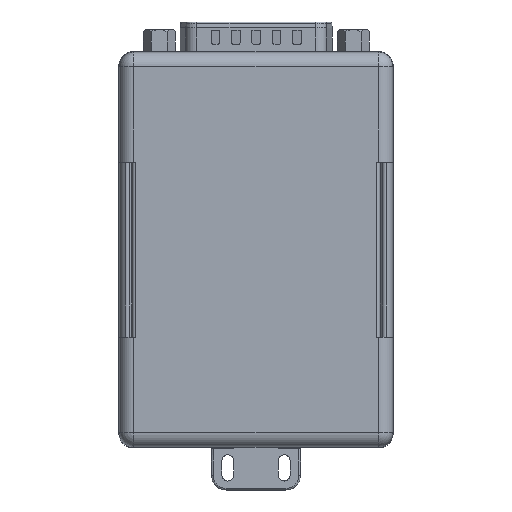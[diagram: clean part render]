
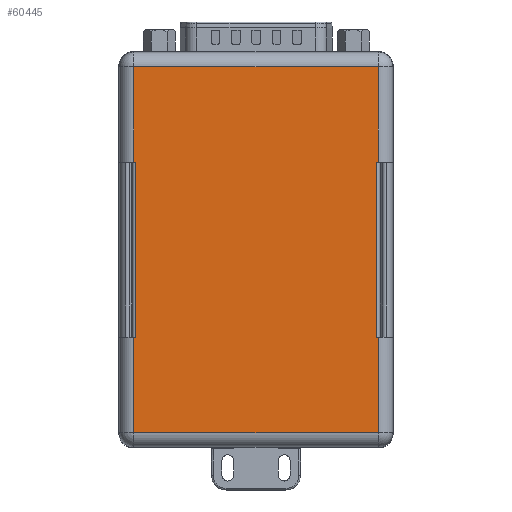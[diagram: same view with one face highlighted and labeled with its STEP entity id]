
A CAD part, front view. The second image highlights one B-rep face of the part: STEP entity #60445.
In plain terms, the highlighted planar face has unit normal (0, -1, 0).
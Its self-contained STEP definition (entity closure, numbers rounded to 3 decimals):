
#99 = VECTOR ( 'NONE', #62562, 1000. ) ;
#266 = LINE ( 'NONE', #15507, #28312 ) ;
#1346 = CARTESIAN_POINT ( 'NONE',  ( 20.954, 0., -31.404 ) ) ;
#1635 = DIRECTION ( 'NONE',  ( 0., -1., 0. ) ) ;
#2304 = DIRECTION ( 'NONE',  ( 0., 0., 1. ) ) ;
#3518 = VERTEX_POINT ( 'NONE', #36953 ) ;
#4600 = ORIENTED_EDGE ( 'NONE', *, *, #45991, .T. ) ;
#5494 = VECTOR ( 'NONE', #45892, 1000. ) ;
#6429 = CARTESIAN_POINT ( 'NONE',  ( -20.954, 0., -33.86 ) ) ;
#6837 = LINE ( 'NONE', #36609, #21803 ) ;
#7305 = VECTOR ( 'NONE', #19977, 1000. ) ;
#7336 = VERTEX_POINT ( 'NONE', #22495 ) ;
#8599 = DIRECTION ( 'NONE',  ( -1., 0., 0. ) ) ;
#8747 = EDGE_CURVE ( 'NONE', #30912, #70276, #66483, .T. ) ;
#10430 = EDGE_CURVE ( 'NONE', #45417, #49407, #44803, .T. ) ;
#11780 = VERTEX_POINT ( 'NONE', #14277 ) ;
#12033 = CARTESIAN_POINT ( 'NONE',  ( 20.75, 0., 15.05 ) ) ;
#12057 = DIRECTION ( 'NONE',  ( 0., 0., -1. ) ) ;
#14277 = CARTESIAN_POINT ( 'NONE',  ( -20.954, 0., -15.05 ) ) ;
#14985 = VERTEX_POINT ( 'NONE', #25782 ) ;
#15507 = CARTESIAN_POINT ( 'NONE',  ( -20.954, 0., -33.86 ) ) ;
#17544 = FACE_OUTER_BOUND ( 'NONE', #63380, .T. ) ;
#18536 = DIRECTION ( 'NONE',  ( 0., 0., 1. ) ) ;
#19179 = ORIENTED_EDGE ( 'NONE', *, *, #68947, .T. ) ;
#19669 = CARTESIAN_POINT ( 'NONE',  ( 20.954, 0., -15.05 ) ) ;
#19977 = DIRECTION ( 'NONE',  ( 1., 0., 0. ) ) ;
#20140 = CARTESIAN_POINT ( 'NONE',  ( 23.55, 0., 15.05 ) ) ;
#20587 = VECTOR ( 'NONE', #18536, 1000. ) ;
#21143 = DIRECTION ( 'NONE',  ( 0., 0., -1. ) ) ;
#21637 = ORIENTED_EDGE ( 'NONE', *, *, #40544, .T. ) ;
#21803 = VECTOR ( 'NONE', #8599, 1000. ) ;
#22094 = VERTEX_POINT ( 'NONE', #27419 ) ;
#22203 = LINE ( 'NONE', #12033, #5494 ) ;
#22362 = LINE ( 'NONE', #57813, #20587 ) ;
#22495 = CARTESIAN_POINT ( 'NONE',  ( -20.954, 0., 15.05 ) ) ;
#22961 = ORIENTED_EDGE ( 'NONE', *, *, #66571, .T. ) ;
#23207 = ORIENTED_EDGE ( 'NONE', *, *, #52164, .T. ) ;
#23423 = VECTOR ( 'NONE', #47852, 1000. ) ;
#23512 = VECTOR ( 'NONE', #2304, 1000. ) ;
#23523 = VECTOR ( 'NONE', #61196, 1000. ) ;
#25376 = CARTESIAN_POINT ( 'NONE',  ( -23.55, 0., 15.05 ) ) ;
#25782 = CARTESIAN_POINT ( 'NONE',  ( -20.954, 0., 31.404 ) ) ;
#27419 = CARTESIAN_POINT ( 'NONE',  ( 20.75, 0., -15.05 ) ) ;
#28312 = VECTOR ( 'NONE', #21143, 1000. ) ;
#28454 = ORIENTED_EDGE ( 'NONE', *, *, #30762, .T. ) ;
#28938 = VECTOR ( 'NONE', #70698, 1000. ) ;
#29602 = PLANE ( 'NONE',  #70014 ) ;
#29926 = CARTESIAN_POINT ( 'NONE',  ( 20.954, 0., 15.05 ) ) ;
#30010 = EDGE_CURVE ( 'NONE', #7336, #45417, #67064, .T. ) ;
#30762 = EDGE_CURVE ( 'NONE', #14985, #7336, #266, .T. ) ;
#30912 = VERTEX_POINT ( 'NONE', #72402 ) ;
#32170 = ORIENTED_EDGE ( 'NONE', *, *, #8747, .T. ) ;
#32723 = EDGE_CURVE ( 'NONE', #48894, #14985, #68305, .T. ) ;
#33027 = DIRECTION ( 'NONE',  ( -1., 0., 0. ) ) ;
#35373 = VERTEX_POINT ( 'NONE', #19669 ) ;
#35930 = CARTESIAN_POINT ( 'NONE',  ( 20.954, 0., 33.86 ) ) ;
#36609 = CARTESIAN_POINT ( 'NONE',  ( 23.55, 0., -15.05 ) ) ;
#36953 = CARTESIAN_POINT ( 'NONE',  ( 20.75, 0., 15.05 ) ) ;
#40544 = EDGE_CURVE ( 'NONE', #22094, #3518, #22203, .T. ) ;
#40842 = DIRECTION ( 'NONE',  ( 0., 0., -1. ) ) ;
#41149 = ORIENTED_EDGE ( 'NONE', *, *, #61093, .T. ) ;
#43044 = VERTEX_POINT ( 'NONE', #29926 ) ;
#44298 = CARTESIAN_POINT ( 'NONE',  ( -23.55, 0., -15.05 ) ) ;
#44803 = LINE ( 'NONE', #68213, #99 ) ;
#45417 = VERTEX_POINT ( 'NONE', #67648 ) ;
#45892 = DIRECTION ( 'NONE',  ( 0., 0., 1. ) ) ;
#45991 = EDGE_CURVE ( 'NONE', #11780, #30912, #68412, .T. ) ;
#47852 = DIRECTION ( 'NONE',  ( 1., 0., 0. ) ) ;
#48252 = CARTESIAN_POINT ( 'NONE',  ( -20.75, 0., -15.05 ) ) ;
#48894 = VERTEX_POINT ( 'NONE', #58671 ) ;
#49407 = VERTEX_POINT ( 'NONE', #48252 ) ;
#49971 = ORIENTED_EDGE ( 'NONE', *, *, #10430, .T. ) ;
#52164 = EDGE_CURVE ( 'NONE', #43044, #48894, #66573, .T. ) ;
#53471 = VECTOR ( 'NONE', #12057, 1000. ) ;
#55557 = CARTESIAN_POINT ( 'NONE',  ( -23.41, 0., 31.404 ) ) ;
#56643 = ORIENTED_EDGE ( 'NONE', *, *, #32723, .T. ) ;
#57813 = CARTESIAN_POINT ( 'NONE',  ( 20.954, 0., 33.86 ) ) ;
#58374 = VECTOR ( 'NONE', #33027, 1000. ) ;
#58671 = CARTESIAN_POINT ( 'NONE',  ( 20.954, 0., 31.404 ) ) ;
#58744 = LINE ( 'NONE', #20140, #28938 ) ;
#60175 = LINE ( 'NONE', #44298, #58374 ) ;
#60445 = ADVANCED_FACE ( 'NONE', ( #17544 ), #29602, .T. ) ;
#61093 = EDGE_CURVE ( 'NONE', #35373, #22094, #6837, .T. ) ;
#61196 = DIRECTION ( 'NONE',  ( -1., 0., 0. ) ) ;
#62562 = DIRECTION ( 'NONE',  ( 0., 0., -1. ) ) ;
#63380 = EDGE_LOOP ( 'NONE', ( #28454, #70146, #49971, #22961, #4600, #32170, #66134, #41149, #21637, #19179, #23207, #56643 ) ) ;
#64429 = EDGE_CURVE ( 'NONE', #70276, #35373, #22362, .T. ) ;
#66134 = ORIENTED_EDGE ( 'NONE', *, *, #64429, .T. ) ;
#66483 = LINE ( 'NONE', #70449, #23423 ) ;
#66571 = EDGE_CURVE ( 'NONE', #49407, #11780, #60175, .T. ) ;
#66573 = LINE ( 'NONE', #35930, #23512 ) ;
#67064 = LINE ( 'NONE', #25376, #7305 ) ;
#67648 = CARTESIAN_POINT ( 'NONE',  ( -20.75, 0., 15.05 ) ) ;
#68213 = CARTESIAN_POINT ( 'NONE',  ( -20.75, 0., -15.05 ) ) ;
#68305 = LINE ( 'NONE', #55557, #23523 ) ;
#68412 = LINE ( 'NONE', #6429, #53471 ) ;
#68800 = CARTESIAN_POINT ( 'NONE',  ( 0., 0., 0. ) ) ;
#68947 = EDGE_CURVE ( 'NONE', #3518, #43044, #58744, .T. ) ;
#70014 = AXIS2_PLACEMENT_3D ( 'NONE', #68800, #1635, #40842 ) ;
#70146 = ORIENTED_EDGE ( 'NONE', *, *, #30010, .T. ) ;
#70276 = VERTEX_POINT ( 'NONE', #1346 ) ;
#70449 = CARTESIAN_POINT ( 'NONE',  ( 23.41, 0., -31.404 ) ) ;
#70698 = DIRECTION ( 'NONE',  ( 1., 0., 0. ) ) ;
#72402 = CARTESIAN_POINT ( 'NONE',  ( -20.954, 0., -31.404 ) ) ;
